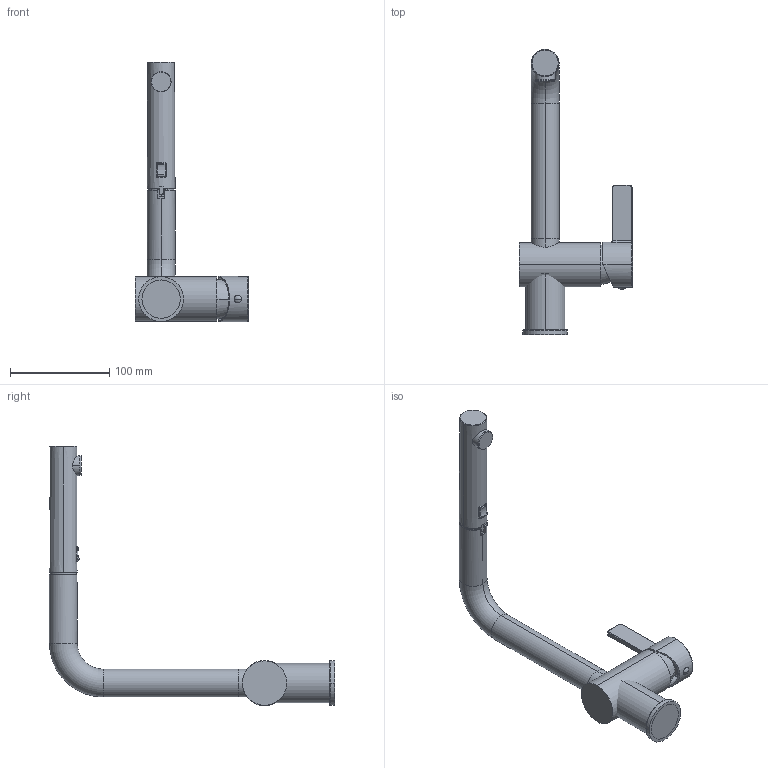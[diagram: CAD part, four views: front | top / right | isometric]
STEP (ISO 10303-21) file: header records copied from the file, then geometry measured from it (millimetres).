
FILE_DESCRIPTION((''),'2;1');
FILE_NAME('RO285CR','2021-04-12T16:48:26',('ut3'),('PAFFONI SpA'),'CREO PARAMETRIC BY PTC INC, 2020044','CREO PARAMETRIC BY PTC INC, 2020044','');
FILE_SCHEMA(('CONFIG_CONTROL_DESIGN','SHAPE_APPEARANCE_LAYERS_GROUPS'));
Length unit declared in the file: millimetre
Products named in the file (1): RO285CR
Bounding box: 114.1 x 286.7 x 260.75 mm (x, y, z)
Surface area: 84904.3 mm2 (no closed solid volume)
Topology: 0 solids, 20 shells, 125 faces, 335 edges, 218 vertices
Faces by surface type: cylinder 48, plane 31, torus 25, cone 9, bspline 6, sphere 6
Entity records: 5005 total; most frequent: CARTESIAN_POINT 1317, DIRECTION 701, ORIENTED_EDGE 566, EDGE_CURVE 327, AXIS2_PLACEMENT_3D 298, VERTEX_POINT 218, CIRCLE 179, EDGE_LOOP 125
